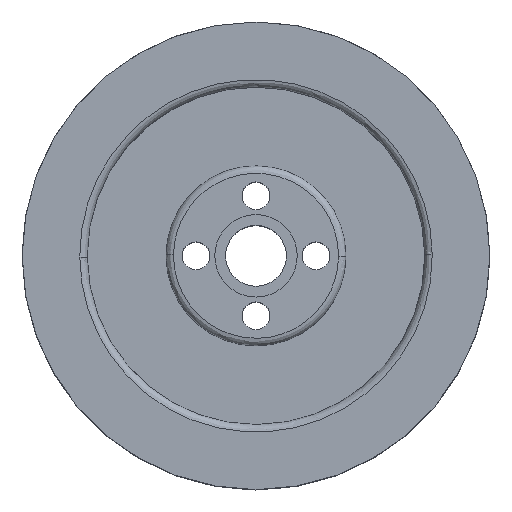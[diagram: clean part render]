
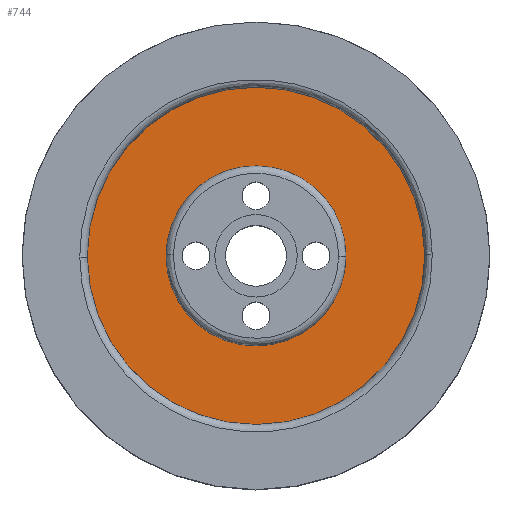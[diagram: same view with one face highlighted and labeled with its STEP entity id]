
A CAD part, top view. The second image highlights one B-rep face of the part: STEP entity #744.
In plain terms, the highlighted planar face has unit normal (0, 0, 1).
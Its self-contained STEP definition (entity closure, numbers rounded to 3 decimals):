
#86 = VERTEX_POINT ( 'NONE', #2221 ) ;
#154 = ORIENTED_EDGE ( 'NONE', *, *, #3023, .T. ) ;
#305 = FACE_BOUND ( 'NONE', #2743, .T. ) ;
#313 = DIRECTION ( 'NONE',  ( 0., 0., 1. ) ) ;
#372 = CARTESIAN_POINT ( 'NONE',  ( 12., 0., 4.3 ) ) ;
#379 = CIRCLE ( 'NONE', #1230, 22.5 ) ;
#389 = AXIS2_PLACEMENT_3D ( 'NONE', #2505, #2268, #813 ) ;
#438 = PLANE ( 'NONE',  #2975 ) ;
#613 = DIRECTION ( 'NONE',  ( 1., 0., 0. ) ) ;
#651 = CARTESIAN_POINT ( 'NONE',  ( 0., 0., 4.3 ) ) ;
#665 = DIRECTION ( 'NONE',  ( 0., 0., 1. ) ) ;
#744 = ADVANCED_FACE ( 'NONE', ( #305, #2835 ), #438, .T. ) ;
#805 = CARTESIAN_POINT ( 'NONE',  ( -22.5, 0., 4.3 ) ) ;
#813 = DIRECTION ( 'NONE',  ( 1., 0., 0. ) ) ;
#927 = AXIS2_PLACEMENT_3D ( 'NONE', #651, #2576, #3056 ) ;
#1118 = DIRECTION ( 'NONE',  ( 0., 0., 1. ) ) ;
#1230 = AXIS2_PLACEMENT_3D ( 'NONE', #1768, #313, #2736 ) ;
#1265 = VERTEX_POINT ( 'NONE', #372 ) ;
#1320 = CIRCLE ( 'NONE', #1708, 12. ) ;
#1341 = CARTESIAN_POINT ( 'NONE',  ( 0., 0., 4.3 ) ) ;
#1369 = EDGE_CURVE ( 'NONE', #1265, #2627, #1320, .T. ) ;
#1582 = EDGE_LOOP ( 'NONE', ( #154, #2939 ) ) ;
#1652 = CARTESIAN_POINT ( 'NONE',  ( 0., 0., 4.3 ) ) ;
#1660 = DIRECTION ( 'NONE',  ( 1., 0., 0. ) ) ;
#1708 = AXIS2_PLACEMENT_3D ( 'NONE', #1341, #1118, #613 ) ;
#1710 = CIRCLE ( 'NONE', #389, 22.5 ) ;
#1768 = CARTESIAN_POINT ( 'NONE',  ( 0., 0., 4.3 ) ) ;
#1971 = ORIENTED_EDGE ( 'NONE', *, *, #3113, .F. ) ;
#2025 = VERTEX_POINT ( 'NONE', #805 ) ;
#2123 = CARTESIAN_POINT ( 'NONE',  ( -12., 0., 4.3 ) ) ;
#2221 = CARTESIAN_POINT ( 'NONE',  ( 22.5, 0., 4.3 ) ) ;
#2268 = DIRECTION ( 'NONE',  ( 0., 0., 1. ) ) ;
#2276 = CIRCLE ( 'NONE', #927, 12. ) ;
#2505 = CARTESIAN_POINT ( 'NONE',  ( 0., 0., 4.3 ) ) ;
#2576 = DIRECTION ( 'NONE',  ( 0., 0., 1. ) ) ;
#2602 = ORIENTED_EDGE ( 'NONE', *, *, #1369, .F. ) ;
#2627 = VERTEX_POINT ( 'NONE', #2123 ) ;
#2736 = DIRECTION ( 'NONE',  ( 1., 0., 0. ) ) ;
#2743 = EDGE_LOOP ( 'NONE', ( #2602, #1971 ) ) ;
#2835 = FACE_OUTER_BOUND ( 'NONE', #1582, .T. ) ;
#2878 = EDGE_CURVE ( 'NONE', #2025, #86, #379, .T. ) ;
#2939 = ORIENTED_EDGE ( 'NONE', *, *, #2878, .T. ) ;
#2975 = AXIS2_PLACEMENT_3D ( 'NONE', #1652, #665, #1660 ) ;
#3023 = EDGE_CURVE ( 'NONE', #86, #2025, #1710, .T. ) ;
#3056 = DIRECTION ( 'NONE',  ( 1., 0., 0. ) ) ;
#3113 = EDGE_CURVE ( 'NONE', #2627, #1265, #2276, .T. ) ;
